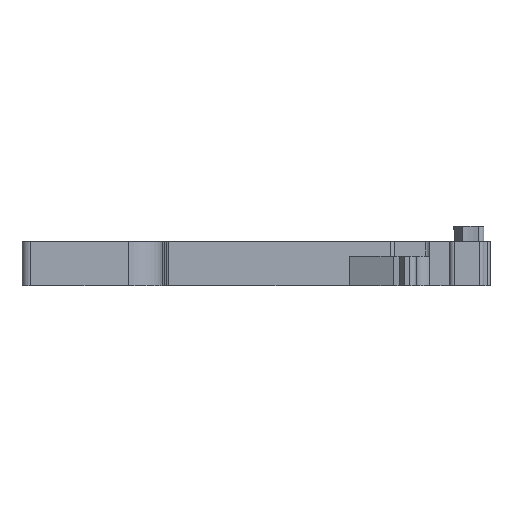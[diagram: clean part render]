
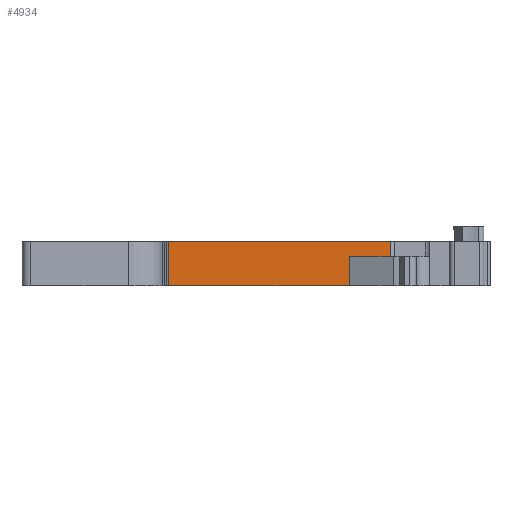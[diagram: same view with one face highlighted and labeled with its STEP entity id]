
A CAD part, front view. The second image highlights one B-rep face of the part: STEP entity #4934.
In plain terms, the highlighted planar face has unit normal (0, -1, 0).
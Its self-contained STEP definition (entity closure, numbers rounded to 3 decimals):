
#862=ORIENTED_EDGE('',*,*,#2145,.F.);
#863=ORIENTED_EDGE('',*,*,#2271,.F.);
#864=ORIENTED_EDGE('',*,*,#2272,.F.);
#865=ORIENTED_EDGE('',*,*,#2273,.T.);
#866=ORIENTED_EDGE('',*,*,#2023,.T.);
#867=ORIENTED_EDGE('',*,*,#2274,.F.);
#2023=EDGE_CURVE('',#2757,#2756,#3223,.T.);
#2145=EDGE_CURVE('',#2858,#2859,#3316,.T.);
#2271=EDGE_CURVE('',#2956,#2858,#3382,.T.);
#2272=EDGE_CURVE('',#2957,#2956,#3383,.T.);
#2273=EDGE_CURVE('',#2957,#2757,#3384,.T.);
#2274=EDGE_CURVE('',#2859,#2756,#3385,.T.);
#2756=VERTEX_POINT('',#7368);
#2757=VERTEX_POINT('',#7370);
#2858=VERTEX_POINT('',#7612);
#2859=VERTEX_POINT('',#7614);
#2956=VERTEX_POINT('',#8015);
#2957=VERTEX_POINT('',#8017);
#3223=LINE('',#7369,#3737);
#3316=LINE('',#7613,#3830);
#3382=LINE('',#8014,#3896);
#3383=LINE('',#8016,#3897);
#3384=LINE('',#8018,#3898);
#3385=LINE('',#8019,#3899);
#3737=VECTOR('',#5850,1000.);
#3830=VECTOR('',#6041,1000.);
#3896=VECTOR('',#6223,1000.);
#3897=VECTOR('',#6224,1000.);
#3898=VECTOR('',#6225,1000.);
#3899=VECTOR('',#6226,1000.);
#4186=EDGE_LOOP('',(#862,#863,#864,#865,#866,#867));
#4484=FACE_BOUND('',#4186,.T.);
#4756=PLANE('',#5339);
#4934=ADVANCED_FACE('',(#4484),#4756,.T.);
#5339=AXIS2_PLACEMENT_3D('',#8013,#6221,#6222);
#5850=DIRECTION('',(-1.,0.,0.));
#6041=DIRECTION('',(-1.,0.,0.));
#6221=DIRECTION('',(0.,-1.,0.));
#6222=DIRECTION('',(0.,0.,-1.));
#6223=DIRECTION('',(0.,0.,-1.));
#6224=DIRECTION('',(-1.,0.,0.));
#6225=DIRECTION('',(0.,0.,1.));
#6226=DIRECTION('',(0.,0.,1.));
#7368=CARTESIAN_POINT('',(-9.912,-11.25,5.));
#7369=CARTESIAN_POINT('',(15.,-11.25,5.));
#7370=CARTESIAN_POINT('',(15.218,-11.25,5.));
#7612=CARTESIAN_POINT('',(10.573,-11.25,0.));
#7613=CARTESIAN_POINT('',(15.,-11.25,0.));
#7614=CARTESIAN_POINT('',(-9.912,-11.25,0.));
#8013=CARTESIAN_POINT('',(15.,-11.25,5.));
#8014=CARTESIAN_POINT('',(10.573,-11.25,3.35));
#8015=CARTESIAN_POINT('',(10.573,-11.25,3.35));
#8016=CARTESIAN_POINT('',(15.218,-11.25,3.35));
#8017=CARTESIAN_POINT('',(15.218,-11.25,3.35));
#8018=CARTESIAN_POINT('',(15.218,-11.25,-58.22));
#8019=CARTESIAN_POINT('',(-9.912,-11.25,-58.41));
